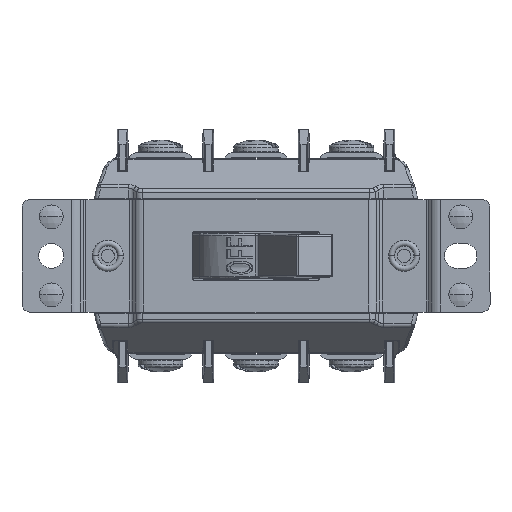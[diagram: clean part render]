
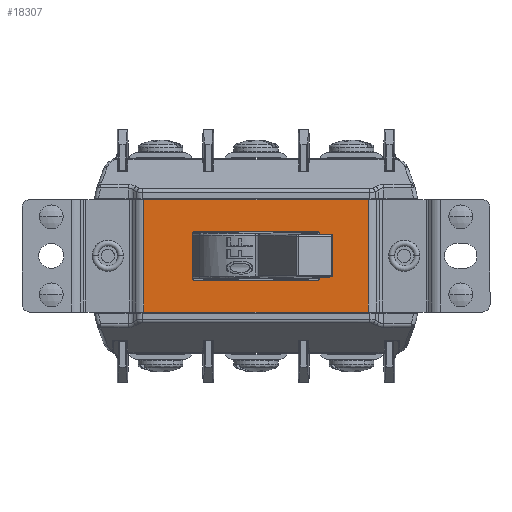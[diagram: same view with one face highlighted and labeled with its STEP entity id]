
A CAD part, top view. The second image highlights one B-rep face of the part: STEP entity #18307.
In plain terms, the highlighted planar face has unit normal (0, 0, 1).
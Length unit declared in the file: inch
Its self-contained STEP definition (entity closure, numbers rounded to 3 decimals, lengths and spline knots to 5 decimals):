
#323 = CARTESIAN_POINT ( 'NONE',  ( -0.25472, 0.12541, 1.676 ) ) ;
#490 = CIRCLE ( 'NONE', #34381, 0.01 ) ;
#1080 = CIRCLE ( 'NONE', #9087, 0.01 ) ;
#1302 = LINE ( 'NONE', #49909, #44206 ) ;
#1675 = VECTOR ( 'NONE', #10608, 39.37008 ) ;
#2726 = EDGE_CURVE ( 'NONE', #37919, #32599, #4306, .T. ) ;
#3084 = DIRECTION ( 'NONE',  ( 0., 0., -1. ) ) ;
#3501 = DIRECTION ( 'NONE',  ( 0., 1., 0. ) ) ;
#3661 = ORIENTED_EDGE ( 'NONE', *, *, #13596, .F. ) ;
#4031 = VECTOR ( 'NONE', #5442, 39.37008 ) ;
#4058 = VERTEX_POINT ( 'NONE', #53291 ) ;
#4090 = CARTESIAN_POINT ( 'NONE',  ( -1.25472, -0.25459, 1.676 ) ) ;
#4306 = LINE ( 'NONE', #33468, #17851 ) ;
#5442 = DIRECTION ( 'NONE',  ( 0., 1., 0. ) ) ;
#5497 = EDGE_CURVE ( 'NONE', #4058, #26161, #1080, .T. ) ;
#6771 = CARTESIAN_POINT ( 'NONE',  ( -0.25472, -0.25459, 1.676 ) ) ;
#7176 = DIRECTION ( 'NONE',  ( 0., 0., -1. ) ) ;
#7257 = ORIENTED_EDGE ( 'NONE', *, *, #5497, .T. ) ;
#7327 = CARTESIAN_POINT ( 'NONE',  ( -0.24472, 0.11541, 1.676 ) ) ;
#7351 = DIRECTION ( 'NONE',  ( 0., 1., 0. ) ) ;
#9087 = AXIS2_PLACEMENT_3D ( 'NONE', #31505, #3084, #3501 ) ;
#9498 = DIRECTION ( 'NONE',  ( -1., 0., 0. ) ) ;
#9740 = ORIENTED_EDGE ( 'NONE', *, *, #49937, .T. ) ;
#10433 = EDGE_CURVE ( 'NONE', #27063, #47549, #490, .T. ) ;
#10608 = DIRECTION ( 'NONE',  ( 1., 0., 0. ) ) ;
#11139 = VERTEX_POINT ( 'NONE', #15787 ) ;
#11232 = ORIENTED_EDGE ( 'NONE', *, *, #38082, .F. ) ;
#12185 = CARTESIAN_POINT ( 'NONE',  ( -1.24472, 0.12541, 1.676 ) ) ;
#13032 = CARTESIAN_POINT ( 'NONE',  ( -1.64888, 0.38041, 1.676 ) ) ;
#13216 = VERTEX_POINT ( 'NONE', #31244 ) ;
#13596 = EDGE_CURVE ( 'NONE', #32914, #54649, #29631, .T. ) ;
#14354 = EDGE_CURVE ( 'NONE', #21296, #54649, #61179, .T. ) ;
#15227 = CARTESIAN_POINT ( 'NONE',  ( -1.25472, 0.12541, 1.676 ) ) ;
#15432 = CARTESIAN_POINT ( 'NONE',  ( -1.25472, -0.26459, 1.676 ) ) ;
#15787 = CARTESIAN_POINT ( 'NONE',  ( 0.14944, -0.51959, 1.676 ) ) ;
#16856 = VECTOR ( 'NONE', #30772, 39.37008 ) ;
#17851 = VECTOR ( 'NONE', #9498, 39.37008 ) ;
#18307 = ADVANCED_FACE ( 'NONE', ( #57012, #54004 ), #35227, .F. ) ;
#18570 = ORIENTED_EDGE ( 'NONE', *, *, #49229, .F. ) ;
#19237 = EDGE_LOOP ( 'NONE', ( #18570, #48959, #3661, #9740, #25785, #49319, #11232, #7257 ) ) ;
#19313 = ORIENTED_EDGE ( 'NONE', *, *, #37628, .T. ) ;
#20989 = EDGE_CURVE ( 'NONE', #11139, #13216, #35525, .T. ) ;
#21135 = DIRECTION ( 'NONE',  ( 0., 1., 0. ) ) ;
#21296 = VERTEX_POINT ( 'NONE', #323 ) ;
#22859 = ORIENTED_EDGE ( 'NONE', *, *, #20989, .F. ) ;
#23059 = DIRECTION ( 'NONE',  ( -1., 0., 0. ) ) ;
#25392 = ORIENTED_EDGE ( 'NONE', *, *, #31040, .F. ) ;
#25785 = ORIENTED_EDGE ( 'NONE', *, *, #55500, .F. ) ;
#26161 = VERTEX_POINT ( 'NONE', #12185 ) ;
#26451 = CARTESIAN_POINT ( 'NONE',  ( -0.25472, -0.26459, 1.676 ) ) ;
#27063 = VERTEX_POINT ( 'NONE', #46964 ) ;
#27065 = AXIS2_PLACEMENT_3D ( 'NONE', #6771, #7176, #40397 ) ;
#27682 = VECTOR ( 'NONE', #29885, 39.37008 ) ;
#27683 = AXIS2_PLACEMENT_3D ( 'NONE', #45401, #50433, #7351 ) ;
#29631 = LINE ( 'NONE', #30360, #16856 ) ;
#29885 = DIRECTION ( 'NONE',  ( 0., 1., 0. ) ) ;
#30170 = DIRECTION ( 'NONE',  ( 0., -1., 0. ) ) ;
#30360 = CARTESIAN_POINT ( 'NONE',  ( -0.24472, -0.26459, 1.676 ) ) ;
#30772 = DIRECTION ( 'NONE',  ( 0., 1., 0. ) ) ;
#31040 = EDGE_CURVE ( 'NONE', #13216, #32599, #55237, .T. ) ;
#31244 = CARTESIAN_POINT ( 'NONE',  ( -1.64888, -0.51959, 1.676 ) ) ;
#31505 = CARTESIAN_POINT ( 'NONE',  ( -1.24472, 0.11541, 1.676 ) ) ;
#31933 = VECTOR ( 'NONE', #49079, 39.37008 ) ;
#32599 = VERTEX_POINT ( 'NONE', #13032 ) ;
#32656 = AXIS2_PLACEMENT_3D ( 'NONE', #50118, #59428, #21135 ) ;
#32914 = VERTEX_POINT ( 'NONE', #62038 ) ;
#33468 = CARTESIAN_POINT ( 'NONE',  ( -1.66172, 0.38041, 1.676 ) ) ;
#34381 = AXIS2_PLACEMENT_3D ( 'NONE', #57508, #52431, #47781 ) ;
#35227 = PLANE ( 'NONE',  #32656 ) ;
#35525 = LINE ( 'NONE', #46797, #37646 ) ;
#37211 = CARTESIAN_POINT ( 'NONE',  ( 0.14944, 0.38041, 1.676 ) ) ;
#37628 = EDGE_CURVE ( 'NONE', #11139, #37919, #44265, .T. ) ;
#37646 = VECTOR ( 'NONE', #23059, 39.37008 ) ;
#37919 = VERTEX_POINT ( 'NONE', #37211 ) ;
#38082 = EDGE_CURVE ( 'NONE', #4058, #47549, #1302, .T. ) ;
#40397 = DIRECTION ( 'NONE',  ( 0., 1., 0. ) ) ;
#40817 = VERTEX_POINT ( 'NONE', #26451 ) ;
#43136 = CIRCLE ( 'NONE', #27065, 0.01 ) ;
#43451 = EDGE_LOOP ( 'NONE', ( #48158, #25392, #22859, #19313 ) ) ;
#44206 = VECTOR ( 'NONE', #30170, 39.37008 ) ;
#44265 = LINE ( 'NONE', #48567, #27682 ) ;
#45401 = CARTESIAN_POINT ( 'NONE',  ( -0.25472, 0.11541, 1.676 ) ) ;
#46797 = CARTESIAN_POINT ( 'NONE',  ( -1.66172, -0.51959, 1.676 ) ) ;
#46925 = LINE ( 'NONE', #15227, #31933 ) ;
#46964 = CARTESIAN_POINT ( 'NONE',  ( -1.24472, -0.26459, 1.676 ) ) ;
#47549 = VERTEX_POINT ( 'NONE', #4090 ) ;
#47781 = DIRECTION ( 'NONE',  ( 0., 1., 0. ) ) ;
#48158 = ORIENTED_EDGE ( 'NONE', *, *, #2726, .T. ) ;
#48567 = CARTESIAN_POINT ( 'NONE',  ( 0.14944, -0.51959, 1.676 ) ) ;
#48959 = ORIENTED_EDGE ( 'NONE', *, *, #14354, .T. ) ;
#49079 = DIRECTION ( 'NONE',  ( -1., 0., 0. ) ) ;
#49229 = EDGE_CURVE ( 'NONE', #21296, #26161, #46925, .T. ) ;
#49319 = ORIENTED_EDGE ( 'NONE', *, *, #10433, .T. ) ;
#49909 = CARTESIAN_POINT ( 'NONE',  ( -1.25472, -0.26459, 1.676 ) ) ;
#49937 = EDGE_CURVE ( 'NONE', #32914, #40817, #43136, .T. ) ;
#50118 = CARTESIAN_POINT ( 'NONE',  ( -1.66172, -0.51959, 1.676 ) ) ;
#50433 = DIRECTION ( 'NONE',  ( 0., 0., -1. ) ) ;
#50523 = LINE ( 'NONE', #15432, #1675 ) ;
#52431 = DIRECTION ( 'NONE',  ( 0., 0., -1. ) ) ;
#53291 = CARTESIAN_POINT ( 'NONE',  ( -1.25472, 0.11541, 1.676 ) ) ;
#54004 = FACE_OUTER_BOUND ( 'NONE', #43451, .T. ) ;
#54649 = VERTEX_POINT ( 'NONE', #7327 ) ;
#55237 = LINE ( 'NONE', #56545, #4031 ) ;
#55500 = EDGE_CURVE ( 'NONE', #27063, #40817, #50523, .T. ) ;
#56545 = CARTESIAN_POINT ( 'NONE',  ( -1.64888, -0.51959, 1.676 ) ) ;
#57012 = FACE_BOUND ( 'NONE', #19237, .T. ) ;
#57508 = CARTESIAN_POINT ( 'NONE',  ( -1.24472, -0.25459, 1.676 ) ) ;
#59428 = DIRECTION ( 'NONE',  ( 0., 0., -1. ) ) ;
#61179 = CIRCLE ( 'NONE', #27683, 0.01 ) ;
#62038 = CARTESIAN_POINT ( 'NONE',  ( -0.24472, -0.25459, 1.676 ) ) ;
